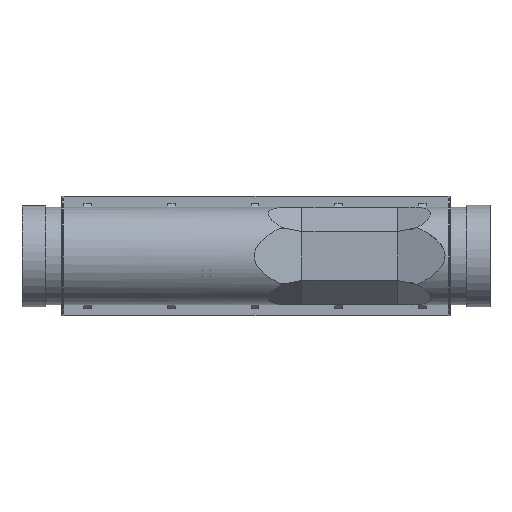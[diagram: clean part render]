
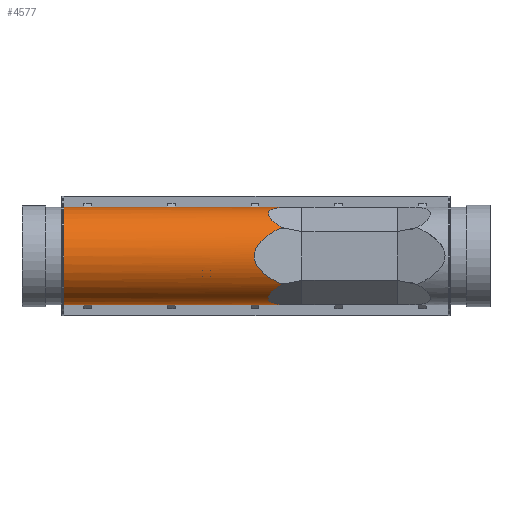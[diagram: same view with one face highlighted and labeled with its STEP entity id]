
A CAD part, front view. The second image highlights one B-rep face of the part: STEP entity #4577.
In plain terms, the highlighted cylindrical face has radius 311.15 mm (diameter 622.3 mm), a partial arc.
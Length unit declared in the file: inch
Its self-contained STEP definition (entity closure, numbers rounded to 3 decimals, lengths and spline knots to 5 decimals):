
#103 = ORIENTED_EDGE ( 'NONE', *, *, #4443, .T. ) ;
#131 = VERTEX_POINT ( 'NONE', #4758 ) ;
#181 =( BOUNDED_CURVE ( )  B_SPLINE_CURVE ( 3, ( #2918, #6918, #4055, #2389 ),
 .UNSPECIFIED., .F., .T. ) 
 B_SPLINE_CURVE_WITH_KNOTS ( ( 4, 4 ),
 ( 5.75959, 6.70879 ),
 .UNSPECIFIED. ) 
 CURVE ( )  GEOMETRIC_REPRESENTATION_ITEM ( )  RATIONAL_B_SPLINE_CURVE ( ( 1., 0.926, 0.926, 1. ) ) 
 REPRESENTATION_ITEM ( '' )  );
#468 = VERTEX_POINT ( 'NONE', #4823 ) ;
#495 = VECTOR ( 'NONE', #6472, 39.37008 ) ;
#623 = CARTESIAN_POINT ( 'NONE',  ( 6.41461, 2.04135, -7.13356 ) ) ;
#645 = FACE_OUTER_BOUND ( 'NONE', #2920, .T. ) ;
#1060 = CARTESIAN_POINT ( 'NONE',  ( 48.5, 12., 0. ) ) ;
#1071 = CIRCLE ( 'NONE', #3071, 12.25 ) ;
#1174 = ORIENTED_EDGE ( 'NONE', *, *, #3275, .T. ) ;
#1320 = CARTESIAN_POINT ( 'NONE',  ( 6.41461, 2.04135, 7.13356 ) ) ;
#1476 = EDGE_CURVE ( 'NONE', #5296, #468, #1879, .T. ) ;
#1665 = CARTESIAN_POINT ( 'NONE',  ( 2.02238, 7.9711, -12.25 ) ) ;
#1703 =( BOUNDED_CURVE ( )  B_SPLINE_CURVE ( 3, ( #3474, #1665, #5767, #3939 ),
 .UNSPECIFIED., .F., .T. ) 
 B_SPLINE_CURVE_WITH_KNOTS ( ( 4, 4 ),
 ( 5.75959, 6.70879 ),
 .UNSPECIFIED. ) 
 CURVE ( )  GEOMETRIC_REPRESENTATION_ITEM ( )  RATIONAL_B_SPLINE_CURVE ( ( 1., 0.926, 0.926, 1. ) ) 
 REPRESENTATION_ITEM ( '' )  );
#1829 = CARTESIAN_POINT ( 'NONE',  ( -48.25, 12., 0. ) ) ;
#1865 = DIRECTION ( 'NONE',  ( 0., 0., -1. ) ) ;
#1879 = LINE ( 'NONE', #4194, #495 ) ;
#2050 = DIRECTION ( 'NONE',  ( -1., 0., 0. ) ) ;
#2299 = CARTESIAN_POINT ( 'NONE',  ( 6.41461, 2.04135, 7.13356 ) ) ;
#2389 = CARTESIAN_POINT ( 'NONE',  ( 6.41461, 2.04135, 7.13356 ) ) ;
#2918 = CARTESIAN_POINT ( 'NONE',  ( 8.05743, 12., 12.25 ) ) ;
#2920 = EDGE_LOOP ( 'NONE', ( #6338, #7026, #1174, #103, #5441, #4402 ) ) ;
#3071 = AXIS2_PLACEMENT_3D ( 'NONE', #1829, #6904, #1865 ) ;
#3130 = CARTESIAN_POINT ( 'NONE',  ( 6.41461, 2.04135, -7.13356 ) ) ;
#3239 = LINE ( 'NONE', #3273, #3493 ) ;
#3273 = CARTESIAN_POINT ( 'NONE',  ( 48.5, 12., 12.25 ) ) ;
#3275 = EDGE_CURVE ( 'NONE', #131, #6552, #3239, .T. ) ;
#3311 = CARTESIAN_POINT ( 'NONE',  ( 8.05743, 12., -12.25 ) ) ;
#3474 = CARTESIAN_POINT ( 'NONE',  ( 8.05743, 12., -12.25 ) ) ;
#3493 = VECTOR ( 'NONE', #2050, 39.37008 ) ;
#3638 = EDGE_CURVE ( 'NONE', #131, #5100, #181, .T. ) ;
#3939 = CARTESIAN_POINT ( 'NONE',  ( 6.41461, 2.04135, -7.13356 ) ) ;
#3965 = CARTESIAN_POINT ( 'NONE',  ( -3.07721, -1.12259, 2.71661 ) ) ;
#4055 = CARTESIAN_POINT ( 'NONE',  ( 1.43121, 4.3875, 10.40886 ) ) ;
#4120 = DIRECTION ( 'NONE',  ( 0., 0., 1. ) ) ;
#4137 = EDGE_CURVE ( 'NONE', #5296, #6235, #1703, .T. ) ;
#4194 = CARTESIAN_POINT ( 'NONE',  ( 48.5, 12., -12.25 ) ) ;
#4241 = CARTESIAN_POINT ( 'NONE',  ( -48.25, 12., 12.25 ) ) ;
#4264 =( BOUNDED_CURVE ( )  B_SPLINE_CURVE ( 3, ( #623, #4677, #3965, #2299 ),
 .UNSPECIFIED., .F., .T. ) 
 B_SPLINE_CURVE_WITH_KNOTS ( ( 4, 4 ),
 ( 5.66159, 6.90478 ),
 .UNSPECIFIED. ) 
 CURVE ( )  GEOMETRIC_REPRESENTATION_ITEM ( )  RATIONAL_B_SPLINE_CURVE ( ( 1., 0.875, 0.875, 1. ) ) 
 REPRESENTATION_ITEM ( '' )  );
#4402 = ORIENTED_EDGE ( 'NONE', *, *, #4137, .T. ) ;
#4443 = EDGE_CURVE ( 'NONE', #6552, #468, #1071, .T. ) ;
#4577 = ADVANCED_FACE ( 'NONE', ( #645 ), #5189, .T. ) ;
#4677 = CARTESIAN_POINT ( 'NONE',  ( -3.07721, -1.12259, -2.71661 ) ) ;
#4758 = CARTESIAN_POINT ( 'NONE',  ( 8.05743, 12., 12.25 ) ) ;
#4823 = CARTESIAN_POINT ( 'NONE',  ( -48.25, 12., -12.25 ) ) ;
#5100 = VERTEX_POINT ( 'NONE', #1320 ) ;
#5189 = CYLINDRICAL_SURFACE ( 'NONE', #5718, 12.25 ) ;
#5296 = VERTEX_POINT ( 'NONE', #3311 ) ;
#5441 = ORIENTED_EDGE ( 'NONE', *, *, #1476, .F. ) ;
#5718 = AXIS2_PLACEMENT_3D ( 'NONE', #1060, #6891, #4120 ) ;
#5767 = CARTESIAN_POINT ( 'NONE',  ( 1.43121, 4.3875, -10.40886 ) ) ;
#6070 = EDGE_CURVE ( 'NONE', #6235, #5100, #4264, .T. ) ;
#6235 = VERTEX_POINT ( 'NONE', #3130 ) ;
#6338 = ORIENTED_EDGE ( 'NONE', *, *, #6070, .T. ) ;
#6472 = DIRECTION ( 'NONE',  ( -1., 0., 0. ) ) ;
#6552 = VERTEX_POINT ( 'NONE', #4241 ) ;
#6891 = DIRECTION ( 'NONE',  ( -1., 0., 0. ) ) ;
#6904 = DIRECTION ( 'NONE',  ( 1., 0., 0. ) ) ;
#6918 = CARTESIAN_POINT ( 'NONE',  ( 2.02238, 7.9711, 12.25 ) ) ;
#7026 = ORIENTED_EDGE ( 'NONE', *, *, #3638, .F. ) ;
